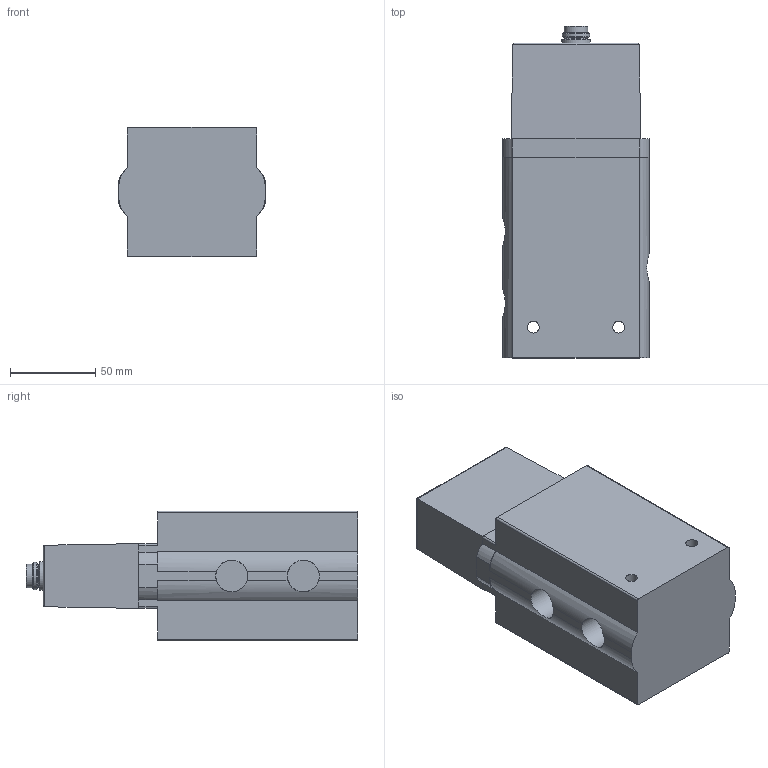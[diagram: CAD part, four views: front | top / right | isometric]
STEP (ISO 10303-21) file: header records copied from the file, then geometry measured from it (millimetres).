
FILE_DESCRIPTION(/* description */ ('STEP AP214'),/* implementation_level */ '2;1');
FILE_NAME(/* name */ '164319_MPPE-3-1_2-25-010-B',/* time_stamp */ '2024-09-06T19:46:28+02:00',/* author */ ('License CC BY-ND 4.0'),/* organization */ ('CADENAS'),/* preprocessor_version */ 'ST-DEVELOPER v19.3',/* originating_system */ 'PARTsolutions',/* authorisation */ ' ');
FILE_SCHEMA (('AUTOMOTIVE_DESIGN {1 0 10303 214 3 1 1}'));
Length unit declared in the file: millimetre
Products named in the file (1): 164319 MPPE-3-1/2-2,5-010-B
Bounding box: 86 x 194.6 x 76 mm (x, y, z)
Volume: 871135.7 mm3; surface area: 70678.2 mm2
Topology: 1 solids, 1 shells, 76 faces, 185 edges, 115 vertices
Faces by surface type: plane 42, cylinder 30, cone 3, torus 1
Full cylindrical faces by diameter (mm): 7 x2, 12 x1, 14 x2, 16 x1, 17 x1, 18.631 x3
Entity records: 2208 total; most frequent: CARTESIAN_POINT 417, DIRECTION 386, ORIENTED_EDGE 336, EDGE_CURVE 168, AXIS2_PLACEMENT_3D 147, VERTEX_POINT 112, EDGE_LOOP 98, FACE_BOUND 98
